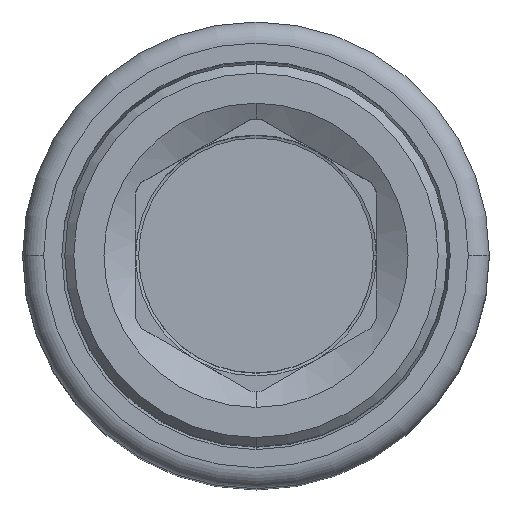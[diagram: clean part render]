
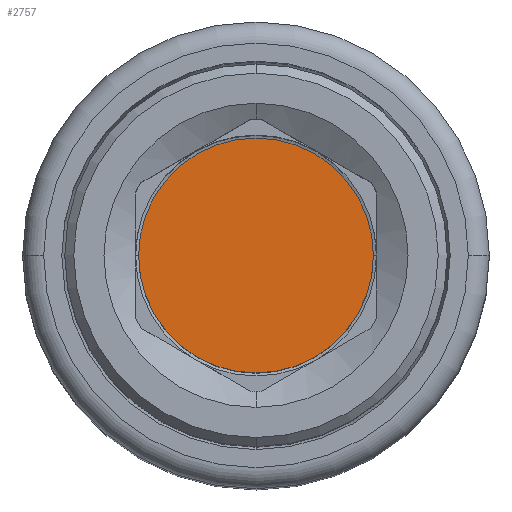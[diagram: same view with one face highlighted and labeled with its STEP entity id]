
A CAD part, top view. The second image highlights one B-rep face of the part: STEP entity #2757.
In plain terms, the highlighted planar face has unit normal (0, 0, 1).
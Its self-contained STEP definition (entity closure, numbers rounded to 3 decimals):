
#2710=CARTESIAN_POINT('',(0.,0.,146.5));
#2711=DIRECTION('',(0.,0.,1.));
#2712=DIRECTION('',(1.,0.,0.));
#2713=AXIS2_PLACEMENT_3D('',#2710,#2711,#2712);
#2715=CARTESIAN_POINT('',(0.,0.,146.5));
#2716=DIRECTION('',(0.,0.,1.));
#2717=DIRECTION('',(-1.,0.,0.));
#2718=AXIS2_PLACEMENT_3D('',#2715,#2716,#2717);
#2738=CARTESIAN_POINT('',(3.9,0.,146.5));
#2739=CARTESIAN_POINT('',(-3.9,0.,146.5));
#2740=VERTEX_POINT('',#2738);
#2741=VERTEX_POINT('',#2739);
#2746=CARTESIAN_POINT('',(0.,0.,146.5));
#2747=DIRECTION('',(0.,0.,1.));
#2748=DIRECTION('',(1.,0.,0.));
#2749=AXIS2_PLACEMENT_3D('',#2746,#2747,#2748);
#2750=PLANE('',#2749);
#2752=ORIENTED_EDGE('',*,*,#2751,.F.);
#2754=ORIENTED_EDGE('',*,*,#2753,.F.);
#2755=EDGE_LOOP('',(#2752,#2754));
#2756=FACE_OUTER_BOUND('',#2755,.F.);
#2757=ADVANCED_FACE('',(#2756),#2750,.T.);
#2714=CIRCLE('',#2713,3.9);
#2719=CIRCLE('',#2718,3.9);
#2751=EDGE_CURVE('',#2740,#2741,#2714,.T.);
#2753=EDGE_CURVE('',#2741,#2740,#2719,.T.);
